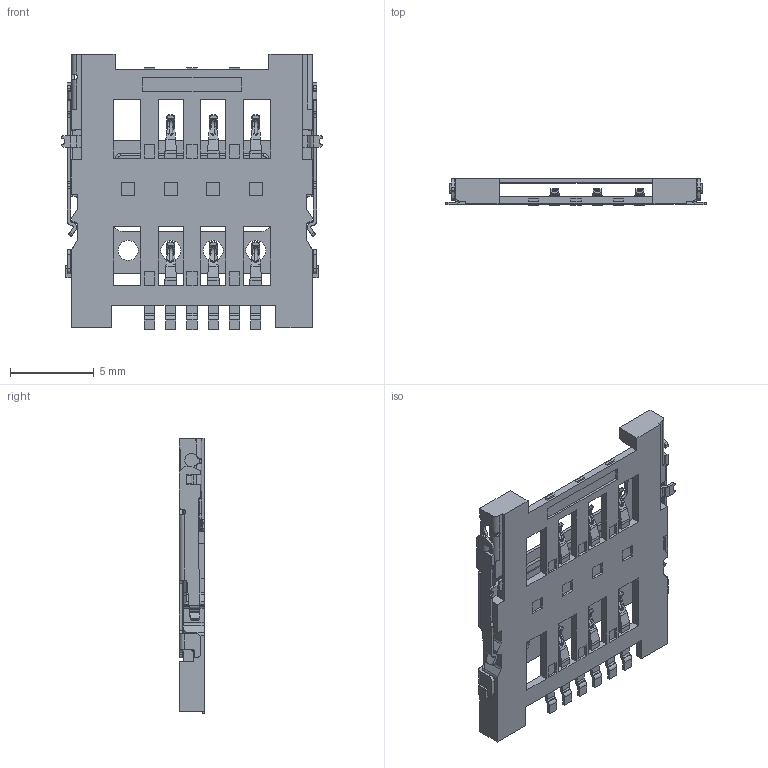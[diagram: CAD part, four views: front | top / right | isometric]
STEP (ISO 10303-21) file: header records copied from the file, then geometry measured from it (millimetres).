
FILE_DESCRIPTION((''),'2;1');
FILE_NAME('FCD711_ASM','2025-01-13T',('gongcheng6'),(''),'PRO/ENGINEER BY PARAMETRIC TECHNOLOGY CORPORATION, 2010280','PRO/ENGINEER BY PARAMETRIC TECHNOLOGY CORPORATION, 2010280','');
FILE_SCHEMA(('CONFIG_CONTROL_DESIGN'));
Products named in the file (1): FCD711_ASM
Bounding box: 15.6 x 1.55 x 16.45 mm (x, y, z)
Volume: 125.9 mm3; surface area: 812.5 mm2
Topology: 1 solids, 3 shells, 1496 faces, 3929 edges, 2492 vertices
Faces by surface type: plane 899, cylinder 366, bspline 93, torus 76, cone 62
Entity records: 51326 total; most frequent: CARTESIAN_POINT 14558, ORIENTED_EDGE 7858, DIRECTION 7298, EDGE_CURVE 3929, VECTOR 2850, LINE 2850, VERTEX_POINT 2492, AXIS2_PLACEMENT_3D 2224
